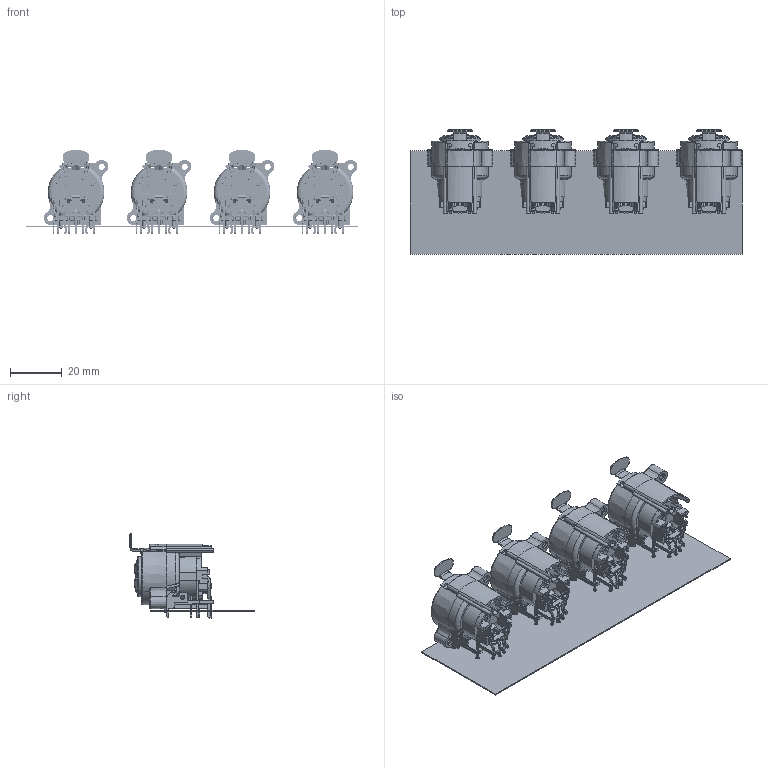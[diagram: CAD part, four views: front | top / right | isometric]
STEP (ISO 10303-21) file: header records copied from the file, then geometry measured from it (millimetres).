
FILE_DESCRIPTION(('Open CASCADE Model'),'2;1');
FILE_NAME('Open CASCADE Shape Model','2025-02-10T17:31:32',('Author'),( 'Open CASCADE'),'Open CASCADE STEP processor 7.5','Open CASCADE 7.5' ,'Unknown');
FILE_SCHEMA(('AUTOMOTIVE_DESIGN { 1 0 10303 214 1 1 1 1 }'));
Length unit declared in the file: millimetre
Products named in the file (5): PCB; Board; Open CASCADE STEP translator 7.5 6.1.1; Free-Models; 3D Model NCJ6FA-H
Assembly tree (7 placements, depth 3):
  PCB
    Board
      Open CASCADE STEP translator 7.5 6.1.1
    Free-Models
      3D Model NCJ6FA-H  x4
Bounding box: 128 x 48.04 x 32.44 mm (x, y, z)
Volume: 31637.5 mm3; surface area: 38138 mm2
Topology: 5 solids, 9 shells, 6850 faces, 18884 edges, 11948 vertices
Faces by surface type: plane 4394, cylinder 1360, bspline 548, cone 308, sphere 128, torus 96, extrusion 16
Full cylindrical faces by diameter (mm): 1.3 x20, 1.8 x24
Entity records: 62919 total; most frequent: CARTESIAN_POINT 19344, ORIENTED_EDGE 9644, DIRECTION 8340, EDGE_CURVE 4822, VERTEX_POINT 3058, VECTOR 2864, LINE 2860, AXIS2_PLACEMENT_3D 2738
